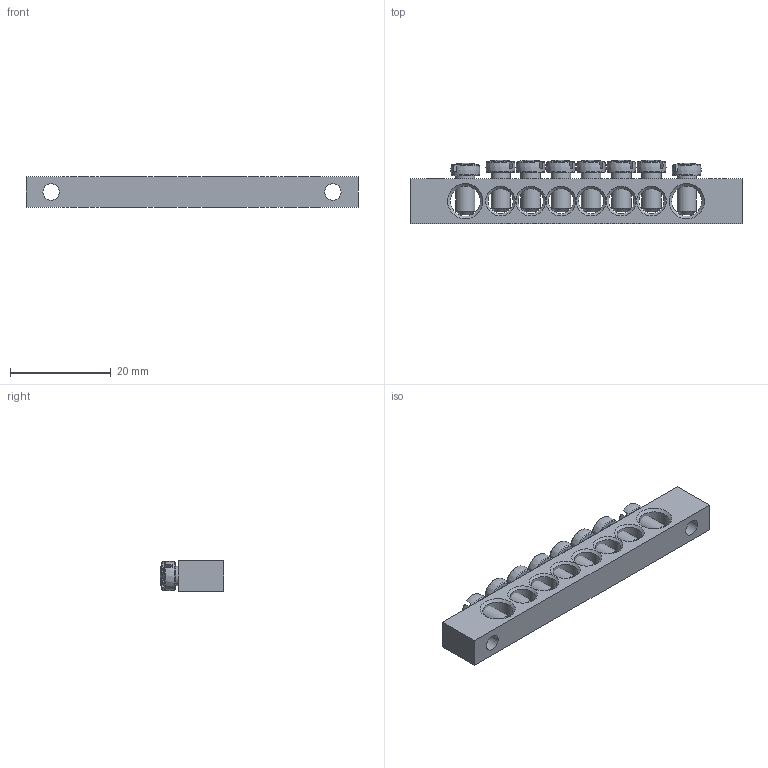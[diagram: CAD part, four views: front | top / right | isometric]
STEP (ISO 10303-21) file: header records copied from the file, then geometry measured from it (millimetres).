
FILE_DESCRIPTION(/* description */ (''),/* implementation_level */ '2;1');
FILE_NAME(/* name */ '6х9-8_2.stp',/* time_stamp */ '2021-04-12T22:43:39+03:00',/* author */ ('Admin'),/* organization */ (''),/* preprocessor_version */ 'ST-DEVELOPER v15.6',/* originating_system */ 'Autodesk Inventor 2015',/* authorisation */ '');
FILE_SCHEMA (('AUTOMOTIVE_DESIGN { 1 0 10303 214 3 1 1 }'));
Length unit declared in the file: millimetre
Products named in the file (3): 6х9-8_2; Винт M4x8; -ноль) X_2
Assembly tree (9 placements, depth 2):
  -ноль) X_2
    6х9-8_2
    Винт M4x8  x8
Bounding box: 66 x 12.65 x 6 mm (x, y, z)
Volume: 3282.2 mm3; surface area: 4284.4 mm2
Topology: 9 solids, 9 shells, 240 faces, 633 edges, 419 vertices
Faces by surface type: plane 126, cone 40, cylinder 26, torus 24, sphere 16, bspline 8
Full cylindrical faces by diameter (mm): 3.242 x10, 3.9 x8, 5 x6, 6 x2
Entity records: 2328 total; most frequent: CARTESIAN_POINT 662, DIRECTION 336, ORIENTED_EDGE 252, AXIS2_PLACEMENT_3D 151, EDGE_LOOP 139, EDGE_CURVE 126, VERTEX_POINT 103, CIRCLE 75
